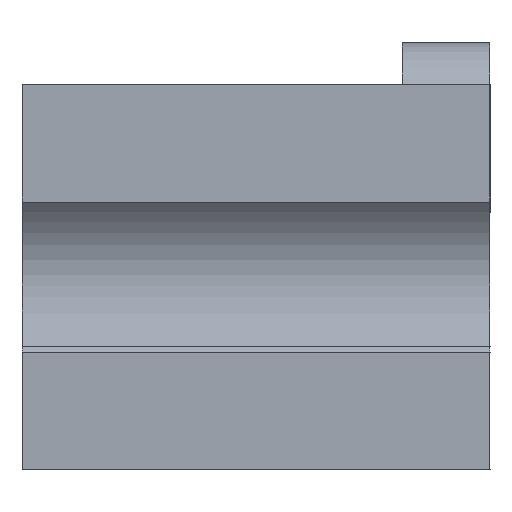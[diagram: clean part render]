
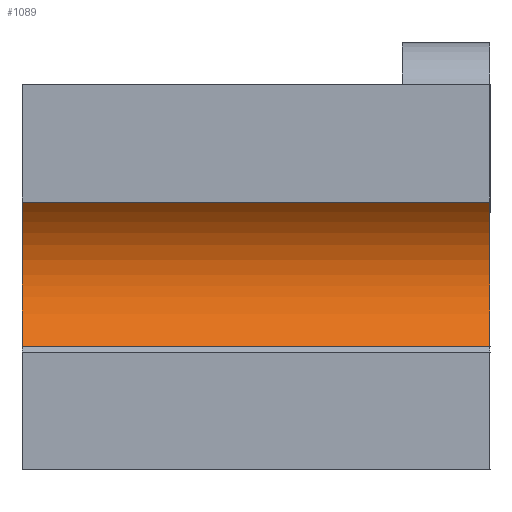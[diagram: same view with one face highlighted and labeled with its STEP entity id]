
A CAD part, left-side view. The second image highlights one B-rep face of the part: STEP entity #1089.
In plain terms, the highlighted free-form (B-spline) face has degree [3, 1] with [10, 2] control points.
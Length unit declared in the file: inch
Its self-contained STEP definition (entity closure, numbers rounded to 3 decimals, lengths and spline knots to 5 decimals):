
#19=B_SPLINE_SURFACE_WITH_KNOTS('',3,1,((#1791,#1792),(#1793,#1794),(#1795,
#1796),(#1797,#1798),(#1799,#1800),(#1801,#1802),(#1803,#1804),(#1805,#1806),
(#1807,#1808),(#1809,#1810)),.UNSPECIFIED.,.F.,.F.,.F.,(4,2,2,2,4),(2,2),
(0.,0.92059,1.73608,2.57256,3.51311),
(-3.9904,3.99),.UNSPECIFIED.);
#72=B_SPLINE_CURVE_WITH_KNOTS('',3,(#1682,#1683,#1684,#1685,#1686,#1687,
#1688,#1689,#1690,#1691),.UNSPECIFIED.,.F.,.F.,(4,2,2,2,4),(-3.51311,
-2.57256,-1.73608,-0.92059,0.),
 .UNSPECIFIED.);
#73=B_SPLINE_CURVE_WITH_KNOTS('',3,(#1717,#1718,#1719,#1720,#1721,#1722,
#1723,#1724,#1725,#1726,#1727,#1728,#1729),.UNSPECIFIED.,.F.,.F.,(4,3,3,
3,4),(-1.72994,-1.26679,-0.85489,-0.45332,
0.),.UNSPECIFIED.);
#106=FACE_OUTER_BOUND('',#172,.T.);
#172=EDGE_LOOP('',(#838,#839,#840,#841));
#291=LINE('',#1811,#376);
#292=LINE('',#1812,#377);
#376=VECTOR('',#1404,0.3937);
#377=VECTOR('',#1405,0.3937);
#519=VERTEX_POINT('',#1679);
#520=VERTEX_POINT('',#1681);
#529=VERTEX_POINT('',#1714);
#530=VERTEX_POINT('',#1716);
#629=EDGE_CURVE('',#519,#520,#72,.T.);
#642=EDGE_CURVE('',#530,#529,#73,.T.);
#668=EDGE_CURVE('',#520,#529,#291,.T.);
#669=EDGE_CURVE('',#530,#519,#292,.T.);
#838=ORIENTED_EDGE('',*,*,#642,.T.);
#839=ORIENTED_EDGE('',*,*,#668,.F.);
#840=ORIENTED_EDGE('',*,*,#629,.F.);
#841=ORIENTED_EDGE('',*,*,#669,.F.);
#1089=ADVANCED_FACE('',(#106),#19,.T.);
#1404=DIRECTION('',(0.,-1.,0.));
#1405=DIRECTION('',(0.,1.,0.));
#1679=CARTESIAN_POINT('',(0.15823,4.31213,-2.10643));
#1681=CARTESIAN_POINT('',(0.07041,4.31213,-1.13795));
#1682=CARTESIAN_POINT('Ctrl Pts',(0.15823,4.31213,-2.10643));
#1683=CARTESIAN_POINT('Ctrl Pts',(0.19917,4.31213,-2.03103));
#1684=CARTESIAN_POINT('Ctrl Pts',(0.23558,4.31213,-1.95019));
#1685=CARTESIAN_POINT('Ctrl Pts',(0.28362,4.31213,-1.79533));
#1686=CARTESIAN_POINT('Ctrl Pts',(0.29825,4.31213,-1.71925));
#1687=CARTESIAN_POINT('Ctrl Pts',(0.2991,4.31213,-1.56775));
#1688=CARTESIAN_POINT('Ctrl Pts',(0.28616,4.31213,-1.49043));
#1689=CARTESIAN_POINT('Ctrl Pts',(0.21429,4.31213,-1.31619));
#1690=CARTESIAN_POINT('Ctrl Pts',(0.15315,4.31213,-1.22597));
#1691=CARTESIAN_POINT('Ctrl Pts',(0.07041,4.31213,-1.13795));
#1714=CARTESIAN_POINT('',(0.07041,1.17039,-1.13795));
#1716=CARTESIAN_POINT('',(0.15823,1.17039,-2.10643));
#1717=CARTESIAN_POINT('Ctrl Pts',(0.15823,1.17039,-2.10643));
#1718=CARTESIAN_POINT('Ctrl Pts',(0.19917,1.17039,-2.03103));
#1719=CARTESIAN_POINT('Ctrl Pts',(0.23558,1.17039,-1.95019));
#1720=CARTESIAN_POINT('Ctrl Pts',(0.26101,1.17039,-1.86823));
#1721=CARTESIAN_POINT('Ctrl Pts',(0.28362,1.17039,-1.79533));
#1722=CARTESIAN_POINT('Ctrl Pts',(0.29825,1.17039,-1.71925));
#1723=CARTESIAN_POINT('Ctrl Pts',(0.29868,1.17039,-1.64253));
#1724=CARTESIAN_POINT('Ctrl Pts',(0.2991,1.17039,-1.56775));
#1725=CARTESIAN_POINT('Ctrl Pts',(0.28616,1.17039,-1.49043));
#1726=CARTESIAN_POINT('Ctrl Pts',(0.2524,1.17039,-1.40858));
#1727=CARTESIAN_POINT('Ctrl Pts',(0.21429,1.17039,-1.31619));
#1728=CARTESIAN_POINT('Ctrl Pts',(0.15315,1.17039,-1.22597));
#1729=CARTESIAN_POINT('Ctrl Pts',(0.07041,1.17039,-1.13795));
#1791=CARTESIAN_POINT('Ctrl Pts',(0.07041,4.31228,-1.13795));
#1792=CARTESIAN_POINT('Ctrl Pts',(0.07041,1.17039,-1.13795));
#1793=CARTESIAN_POINT('Ctrl Pts',(0.15315,4.31228,-1.22597));
#1794=CARTESIAN_POINT('Ctrl Pts',(0.15315,1.17039,-1.22597));
#1795=CARTESIAN_POINT('Ctrl Pts',(0.21429,4.31228,-1.31619));
#1796=CARTESIAN_POINT('Ctrl Pts',(0.21429,1.17039,-1.31619));
#1797=CARTESIAN_POINT('Ctrl Pts',(0.28616,4.31228,-1.49043));
#1798=CARTESIAN_POINT('Ctrl Pts',(0.28616,1.17039,-1.49043));
#1799=CARTESIAN_POINT('Ctrl Pts',(0.2991,4.31228,-1.56775));
#1800=CARTESIAN_POINT('Ctrl Pts',(0.2991,1.17039,-1.56775));
#1801=CARTESIAN_POINT('Ctrl Pts',(0.29825,4.31228,-1.71925));
#1802=CARTESIAN_POINT('Ctrl Pts',(0.29825,1.17039,-1.71925));
#1803=CARTESIAN_POINT('Ctrl Pts',(0.28362,4.31228,-1.79533));
#1804=CARTESIAN_POINT('Ctrl Pts',(0.28362,1.17039,-1.79533));
#1805=CARTESIAN_POINT('Ctrl Pts',(0.23558,4.31228,-1.95019));
#1806=CARTESIAN_POINT('Ctrl Pts',(0.23558,1.17039,-1.95019));
#1807=CARTESIAN_POINT('Ctrl Pts',(0.19917,4.31228,-2.03103));
#1808=CARTESIAN_POINT('Ctrl Pts',(0.19917,1.17039,-2.03103));
#1809=CARTESIAN_POINT('Ctrl Pts',(0.15823,4.31228,-2.10643));
#1810=CARTESIAN_POINT('Ctrl Pts',(0.15823,1.17039,-2.10643));
#1811=CARTESIAN_POINT('',(0.07041,2.74126,-1.13795));
#1812=CARTESIAN_POINT('',(0.15823,2.74126,-2.10643));
